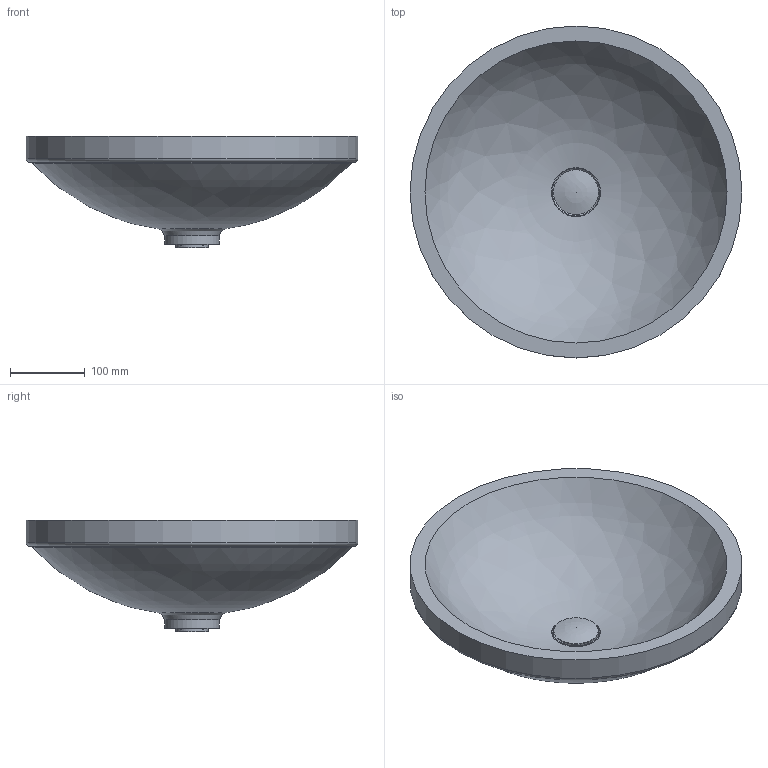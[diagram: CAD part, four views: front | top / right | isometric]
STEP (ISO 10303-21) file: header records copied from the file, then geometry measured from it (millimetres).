
FILE_DESCRIPTION((''),'2;1');
FILE_NAME('031942.stp','2008-01-16T12:42:22',('Huebner'),(''),'Autodesk Inventor 11','Autodesk Inventor 11','');
FILE_SCHEMA(('AUTOMOTIVE_DESIGN { 1 0 10303 214 1 1 1 1 }'));
Length unit declared in the file: millimetre
Products named in the file (4): 31942; Kelch; Stopfen
Assembly tree (3 placements, depth 2):
  31942
    31942
    Kelch
    Stopfen
Bounding box: 445 x 445 x 149.62 mm (x, y, z)
Volume: 4460296.7 mm3; surface area: 456152.9 mm2
Topology: 3 solids, 3 shells, 44 faces, 101 edges, 64 vertices
Faces by surface type: plane 15, cylinder 13, torus 7, bspline 5, cone 4
Full cylindrical faces by diameter (mm): 42 x1, 44 x1, 52 x1, 60 x1, 445 x1
Entity records: 1649 total; most frequent: CARTESIAN_POINT 625, DIRECTION 208, ORIENTED_EDGE 164, AXIS2_PLACEMENT_3D 88, EDGE_CURVE 82, EDGE_LOOP 66, VERTEX_POINT 62, FACE_OUTER_BOUND 44
